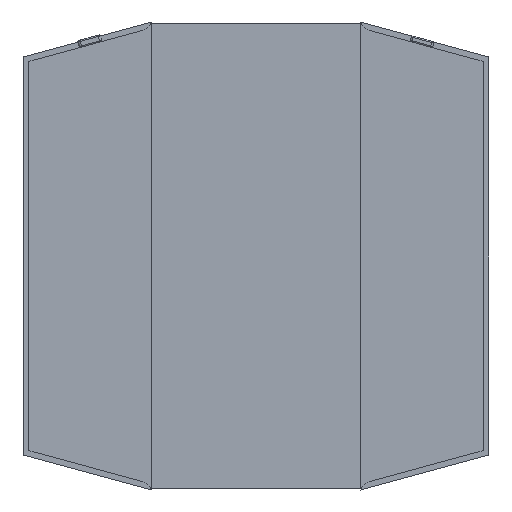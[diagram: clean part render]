
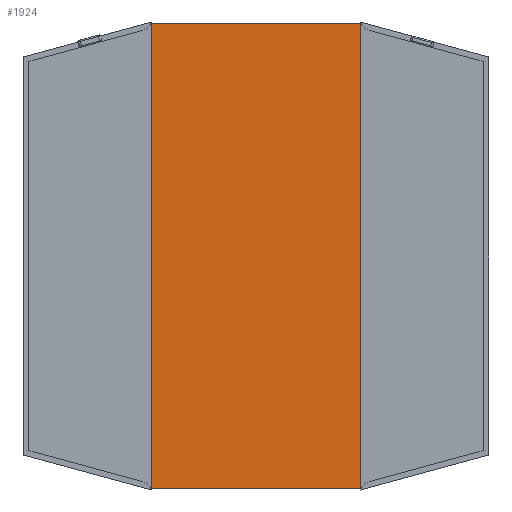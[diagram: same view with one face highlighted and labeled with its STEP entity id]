
A CAD part, front view. The second image highlights one B-rep face of the part: STEP entity #1924.
In plain terms, the highlighted planar face has unit normal (0, -1, 0).
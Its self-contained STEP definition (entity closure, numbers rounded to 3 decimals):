
#93 = DIRECTION ( 'NONE',  ( -1., 0., 0. ) ) ;
#113 = PLANE ( 'NONE',  #5524 ) ;
#141 = ORIENTED_EDGE ( 'NONE', *, *, #3613, .T. ) ;
#571 = VERTEX_POINT ( 'NONE', #2894 ) ;
#1075 = EDGE_CURVE ( 'NONE', #6537, #5976, #4151, .T. ) ;
#1172 = EDGE_LOOP ( 'NONE', ( #5868, #141, #5129, #6343 ) ) ;
#1444 = VECTOR ( 'NONE', #93, 1000. ) ;
#1703 = DIRECTION ( 'NONE',  ( -1., 0., 0. ) ) ;
#1924 = ADVANCED_FACE ( 'NONE', ( #6118 ), #113, .F. ) ;
#2128 = VERTEX_POINT ( 'NONE', #2609 ) ;
#2185 = VECTOR ( 'NONE', #5943, 1000. ) ;
#2609 = CARTESIAN_POINT ( 'NONE',  ( -0.9, -0.999, -2. ) ) ;
#2699 = LINE ( 'NONE', #5455, #5583 ) ;
#2894 = CARTESIAN_POINT ( 'NONE',  ( -0.9, -0.999, 2. ) ) ;
#3537 = CARTESIAN_POINT ( 'NONE',  ( -0.9, -0.999, -2.01 ) ) ;
#3613 = EDGE_CURVE ( 'NONE', #5976, #571, #5177, .T. ) ;
#4045 = CARTESIAN_POINT ( 'NONE',  ( 0.9, -0.999, 2. ) ) ;
#4111 = CARTESIAN_POINT ( 'NONE',  ( -0.9, -0.999, 2. ) ) ;
#4151 = LINE ( 'NONE', #7258, #6067 ) ;
#4961 = LINE ( 'NONE', #3537, #2185 ) ;
#5129 = ORIENTED_EDGE ( 'NONE', *, *, #6170, .F. ) ;
#5177 = LINE ( 'NONE', #4111, #1444 ) ;
#5286 = CARTESIAN_POINT ( 'NONE',  ( -0.9, -0.999, -2.01 ) ) ;
#5309 = DIRECTION ( 'NONE',  ( 0., 0., 1. ) ) ;
#5455 = CARTESIAN_POINT ( 'NONE',  ( -0.9, -0.999, -2. ) ) ;
#5524 = AXIS2_PLACEMENT_3D ( 'NONE', #5286, #7113, #5309 ) ;
#5583 = VECTOR ( 'NONE', #1703, 1000. ) ;
#5868 = ORIENTED_EDGE ( 'NONE', *, *, #1075, .T. ) ;
#5943 = DIRECTION ( 'NONE',  ( 0., 0., 1. ) ) ;
#5976 = VERTEX_POINT ( 'NONE', #4045 ) ;
#6067 = VECTOR ( 'NONE', #7405, 1000. ) ;
#6118 = FACE_OUTER_BOUND ( 'NONE', #1172, .T. ) ;
#6170 = EDGE_CURVE ( 'NONE', #2128, #571, #4961, .T. ) ;
#6343 = ORIENTED_EDGE ( 'NONE', *, *, #7448, .F. ) ;
#6422 = CARTESIAN_POINT ( 'NONE',  ( 0.9, -0.999, -2. ) ) ;
#6537 = VERTEX_POINT ( 'NONE', #6422 ) ;
#7113 = DIRECTION ( 'NONE',  ( 0., 1., 0. ) ) ;
#7258 = CARTESIAN_POINT ( 'NONE',  ( 0.9, -0.999, -2.01 ) ) ;
#7405 = DIRECTION ( 'NONE',  ( 0., 0., 1. ) ) ;
#7448 = EDGE_CURVE ( 'NONE', #6537, #2128, #2699, .T. ) ;
